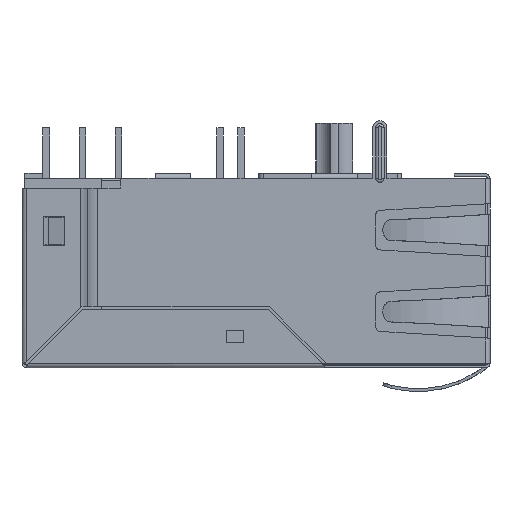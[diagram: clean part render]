
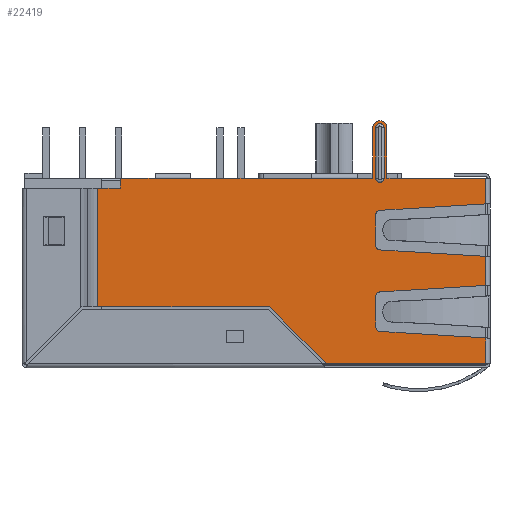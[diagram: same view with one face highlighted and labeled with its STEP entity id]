
A CAD part, left-side view. The second image highlights one B-rep face of the part: STEP entity #22419.
In plain terms, the highlighted planar face has unit normal (-1, 0, 0).
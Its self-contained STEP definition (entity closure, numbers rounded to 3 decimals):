
#924=CIRCLE('',#23515,0.3);
#925=CIRCLE('',#23516,0.3);
#926=CIRCLE('',#23517,0.3);
#927=CIRCLE('',#23518,0.3);
#928=CIRCLE('',#23519,0.5);
#929=CIRCLE('',#23520,0.3);
#930=CIRCLE('',#23521,0.3);
#3121=ORIENTED_EDGE('',*,*,#7102,.T.);
#3122=ORIENTED_EDGE('',*,*,#7103,.T.);
#3123=ORIENTED_EDGE('',*,*,#7104,.T.);
#3124=ORIENTED_EDGE('',*,*,#7105,.T.);
#3125=ORIENTED_EDGE('',*,*,#7106,.T.);
#3126=ORIENTED_EDGE('',*,*,#7107,.T.);
#3127=ORIENTED_EDGE('',*,*,#7108,.T.);
#3128=ORIENTED_EDGE('',*,*,#7109,.T.);
#3129=ORIENTED_EDGE('',*,*,#7110,.T.);
#3130=ORIENTED_EDGE('',*,*,#7111,.T.);
#3131=ORIENTED_EDGE('',*,*,#7112,.T.);
#3132=ORIENTED_EDGE('',*,*,#7113,.T.);
#3133=ORIENTED_EDGE('',*,*,#7114,.T.);
#3134=ORIENTED_EDGE('',*,*,#7115,.F.);
#3135=ORIENTED_EDGE('',*,*,#7116,.F.);
#3136=ORIENTED_EDGE('',*,*,#7117,.F.);
#3137=ORIENTED_EDGE('',*,*,#7118,.T.);
#3138=ORIENTED_EDGE('',*,*,#7119,.T.);
#3139=ORIENTED_EDGE('',*,*,#7120,.T.);
#3140=ORIENTED_EDGE('',*,*,#7121,.T.);
#3141=ORIENTED_EDGE('',*,*,#7122,.T.);
#3142=ORIENTED_EDGE('',*,*,#7123,.F.);
#3143=ORIENTED_EDGE('',*,*,#7124,.F.);
#3144=ORIENTED_EDGE('',*,*,#7125,.T.);
#3145=ORIENTED_EDGE('',*,*,#7126,.T.);
#3146=ORIENTED_EDGE('',*,*,#7127,.T.);
#3147=ORIENTED_EDGE('',*,*,#7128,.T.);
#3148=ORIENTED_EDGE('',*,*,#7129,.T.);
#3149=ORIENTED_EDGE('',*,*,#7130,.T.);
#3150=ORIENTED_EDGE('',*,*,#7131,.T.);
#3151=ORIENTED_EDGE('',*,*,#7132,.T.);
#3152=ORIENTED_EDGE('',*,*,#7133,.T.);
#7102=EDGE_CURVE('',#9187,#9188,#10708,.T.);
#7103=EDGE_CURVE('',#9188,#9189,#924,.F.);
#7104=EDGE_CURVE('',#9189,#9190,#10709,.T.);
#7105=EDGE_CURVE('',#9190,#9191,#925,.F.);
#7106=EDGE_CURVE('',#9191,#9192,#10710,.T.);
#7107=EDGE_CURVE('',#9192,#9193,#10711,.T.);
#7108=EDGE_CURVE('',#9193,#9194,#10712,.T.);
#7109=EDGE_CURVE('',#9194,#9195,#926,.F.);
#7110=EDGE_CURVE('',#9195,#9196,#10713,.T.);
#7111=EDGE_CURVE('',#9196,#9197,#927,.F.);
#7112=EDGE_CURVE('',#9197,#9198,#10714,.T.);
#7113=EDGE_CURVE('',#9198,#9199,#10715,.T.);
#7114=EDGE_CURVE('',#9199,#9200,#10716,.T.);
#7115=EDGE_CURVE('',#9201,#9200,#10717,.T.);
#7116=EDGE_CURVE('',#9202,#9201,#928,.T.);
#7117=EDGE_CURVE('',#9203,#9202,#10718,.T.);
#7118=EDGE_CURVE('',#9203,#9204,#10719,.T.);
#7119=EDGE_CURVE('',#9204,#9205,#10720,.T.);
#7120=EDGE_CURVE('',#9205,#9206,#10721,.T.);
#7121=EDGE_CURVE('',#9206,#9207,#10722,.T.);
#7122=EDGE_CURVE('',#9207,#9208,#10723,.T.);
#7123=EDGE_CURVE('',#9209,#9208,#10724,.T.);
#7124=EDGE_CURVE('',#9210,#9209,#10725,.T.);
#7125=EDGE_CURVE('',#9210,#9211,#10726,.T.);
#7126=EDGE_CURVE('',#9211,#9212,#10727,.T.);
#7127=EDGE_CURVE('',#9212,#9213,#10728,.T.);
#7128=EDGE_CURVE('',#9213,#9214,#10729,.T.);
#7129=EDGE_CURVE('',#9214,#9187,#10730,.T.);
#7130=EDGE_CURVE('',#9215,#9216,#929,.F.);
#7131=EDGE_CURVE('',#9216,#9217,#10731,.T.);
#7132=EDGE_CURVE('',#9217,#9218,#930,.F.);
#7133=EDGE_CURVE('',#9218,#9215,#10732,.T.);
#9187=VERTEX_POINT('',#31595);
#9188=VERTEX_POINT('',#31596);
#9189=VERTEX_POINT('',#31598);
#9190=VERTEX_POINT('',#31600);
#9191=VERTEX_POINT('',#31602);
#9192=VERTEX_POINT('',#31604);
#9193=VERTEX_POINT('',#31606);
#9194=VERTEX_POINT('',#31608);
#9195=VERTEX_POINT('',#31610);
#9196=VERTEX_POINT('',#31612);
#9197=VERTEX_POINT('',#31614);
#9198=VERTEX_POINT('',#31616);
#9199=VERTEX_POINT('',#31618);
#9200=VERTEX_POINT('',#31620);
#9201=VERTEX_POINT('',#31622);
#9202=VERTEX_POINT('',#31624);
#9203=VERTEX_POINT('',#31626);
#9204=VERTEX_POINT('',#31628);
#9205=VERTEX_POINT('',#31630);
#9206=VERTEX_POINT('',#31632);
#9207=VERTEX_POINT('',#31634);
#9208=VERTEX_POINT('',#31636);
#9209=VERTEX_POINT('',#31638);
#9210=VERTEX_POINT('',#31640);
#9211=VERTEX_POINT('',#31642);
#9212=VERTEX_POINT('',#31644);
#9213=VERTEX_POINT('',#31646);
#9214=VERTEX_POINT('',#31648);
#9215=VERTEX_POINT('',#31651);
#9216=VERTEX_POINT('',#31652);
#9217=VERTEX_POINT('',#31654);
#9218=VERTEX_POINT('',#31656);
#10708=LINE('',#31594,#12296);
#10709=LINE('',#31599,#12297);
#10710=LINE('',#31603,#12298);
#10711=LINE('',#31605,#12299);
#10712=LINE('',#31607,#12300);
#10713=LINE('',#31611,#12301);
#10714=LINE('',#31615,#12302);
#10715=LINE('',#31617,#12303);
#10716=LINE('',#31619,#12304);
#10717=LINE('',#31621,#12305);
#10718=LINE('',#31625,#12306);
#10719=LINE('',#31627,#12307);
#10720=LINE('',#31629,#12308);
#10721=LINE('',#31631,#12309);
#10722=LINE('',#31633,#12310);
#10723=LINE('',#31635,#12311);
#10724=LINE('',#31637,#12312);
#10725=LINE('',#31639,#12313);
#10726=LINE('',#31641,#12314);
#10727=LINE('',#31643,#12315);
#10728=LINE('',#31645,#12316);
#10729=LINE('',#31647,#12317);
#10730=LINE('',#31649,#12318);
#10731=LINE('',#31653,#12319);
#10732=LINE('',#31657,#12320);
#12296=VECTOR('',#26126,1000.);
#12297=VECTOR('',#26129,1000.);
#12298=VECTOR('',#26132,1000.);
#12299=VECTOR('',#26133,1000.);
#12300=VECTOR('',#26134,1000.);
#12301=VECTOR('',#26137,1000.);
#12302=VECTOR('',#26140,1000.);
#12303=VECTOR('',#26141,1000.);
#12304=VECTOR('',#26142,1000.);
#12305=VECTOR('',#26143,1000.);
#12306=VECTOR('',#26146,1000.);
#12307=VECTOR('',#26147,1000.);
#12308=VECTOR('',#26148,1000.);
#12309=VECTOR('',#26149,1000.);
#12310=VECTOR('',#26150,1000.);
#12311=VECTOR('',#26151,1000.);
#12312=VECTOR('',#26152,1000.);
#12313=VECTOR('',#26153,1000.);
#12314=VECTOR('',#26154,1000.);
#12315=VECTOR('',#26155,1000.);
#12316=VECTOR('',#26156,1000.);
#12317=VECTOR('',#26157,1000.);
#12318=VECTOR('',#26158,1000.);
#12319=VECTOR('',#26161,1000.);
#12320=VECTOR('',#26164,1000.);
#13441=EDGE_LOOP('',(#3121,#3122,#3123,#3124,#3125,#3126,#3127,#3128,#3129,
#3130,#3131,#3132,#3133,#3134,#3135,#3136,#3137,#3138,#3139,#3140,#3141,
#3142,#3143,#3144,#3145,#3146,#3147,#3148));
#13442=EDGE_LOOP('',(#3149,#3150,#3151,#3152));
#14445=FACE_BOUND('',#13441,.T.);
#14446=FACE_BOUND('',#13442,.T.);
#15295=PLANE('',#23514);
#22419=ADVANCED_FACE('',(#14445,#14446),#15295,.T.);
#23514=AXIS2_PLACEMENT_3D('',#31593,#26124,#26125);
#23515=AXIS2_PLACEMENT_3D('',#31597,#26127,#26128);
#23516=AXIS2_PLACEMENT_3D('',#31601,#26130,#26131);
#23517=AXIS2_PLACEMENT_3D('',#31609,#26135,#26136);
#23518=AXIS2_PLACEMENT_3D('',#31613,#26138,#26139);
#23519=AXIS2_PLACEMENT_3D('',#31623,#26144,#26145);
#23520=AXIS2_PLACEMENT_3D('',#31650,#26159,#26160);
#23521=AXIS2_PLACEMENT_3D('',#31655,#26162,#26163);
#26124=DIRECTION('',(-1.,0.,0.));
#26125=DIRECTION('',(0.,-1.,0.));
#26126=DIRECTION('',(0.,0.998,0.061));
#26127=DIRECTION('',(-1.,0.,0.));
#26128=DIRECTION('',(0.,-1.,0.));
#26129=DIRECTION('',(0.,0.,1.));
#26130=DIRECTION('',(-1.,0.,0.));
#26131=DIRECTION('',(0.,-1.,0.));
#26132=DIRECTION('',(0.,-0.998,0.061));
#26133=DIRECTION('',(0.,0.,1.));
#26134=DIRECTION('',(0.,0.998,0.061));
#26135=DIRECTION('',(-1.,0.,0.));
#26136=DIRECTION('',(0.,-1.,0.));
#26137=DIRECTION('',(0.,0.,1.));
#26138=DIRECTION('',(-1.,0.,0.));
#26139=DIRECTION('',(0.,-1.,0.));
#26140=DIRECTION('',(0.,-0.998,0.061));
#26141=DIRECTION('',(0.,0.,1.));
#26142=DIRECTION('',(0.,1.,0.));
#26143=DIRECTION('',(0.,0.,-1.));
#26144=DIRECTION('',(1.,0.,0.));
#26145=DIRECTION('',(0.,1.,0.));
#26146=DIRECTION('',(0.,0.,1.));
#26147=DIRECTION('',(0.,1.,0.));
#26148=DIRECTION('',(0.,1.,0.));
#26149=DIRECTION('',(0.,1.,0.));
#26150=DIRECTION('',(0.,1.,0.));
#26151=DIRECTION('',(0.,1.,0.));
#26152=DIRECTION('',(0.,0.,1.));
#26153=DIRECTION('',(0.,-1.,0.));
#26154=DIRECTION('',(0.,0.,-1.));
#26155=DIRECTION('',(0.,-1.,0.));
#26156=DIRECTION('',(0.,-0.707,-0.707));
#26157=DIRECTION('',(0.,-1.,0.));
#26158=DIRECTION('',(0.,0.,1.));
#26159=DIRECTION('',(-1.,0.,0.));
#26160=DIRECTION('',(0.,-1.,0.));
#26161=DIRECTION('',(0.,0.,1.));
#26162=DIRECTION('',(-1.,0.,0.));
#26163=DIRECTION('',(0.,-1.,0.));
#26164=DIRECTION('',(0.,0.,-1.));
#31593=CARTESIAN_POINT('',(-8.3,-16.23,-6.5));
#31594=CARTESIAN_POINT('',(-8.3,-16.4,-4.715));
#31595=CARTESIAN_POINT('',(-8.3,-16.1,-4.697));
#31596=CARTESIAN_POINT('',(-8.3,-8.682,-4.243));
#31597=CARTESIAN_POINT('',(-8.3,-8.7,-3.943));
#31598=CARTESIAN_POINT('',(-8.3,-8.4,-3.943));
#31599=CARTESIAN_POINT('',(-8.3,-8.4,-4.226));
#31600=CARTESIAN_POINT('',(-8.3,-8.4,-1.772));
#31601=CARTESIAN_POINT('',(-8.3,-8.7,-1.772));
#31602=CARTESIAN_POINT('',(-8.3,-8.682,-1.472));
#31603=CARTESIAN_POINT('',(-8.3,-8.4,-1.489));
#31604=CARTESIAN_POINT('',(-8.3,-16.1,-1.018));
#31605=CARTESIAN_POINT('',(-8.3,-16.1,-6.5));
#31606=CARTESIAN_POINT('',(-8.3,-16.1,1.018));
#31607=CARTESIAN_POINT('',(-8.3,-16.4,1.));
#31608=CARTESIAN_POINT('',(-8.3,-8.682,1.472));
#31609=CARTESIAN_POINT('',(-8.3,-8.7,1.772));
#31610=CARTESIAN_POINT('',(-8.3,-8.4,1.772));
#31611=CARTESIAN_POINT('',(-8.3,-8.4,1.489));
#31612=CARTESIAN_POINT('',(-8.3,-8.4,3.943));
#31613=CARTESIAN_POINT('',(-8.3,-8.7,3.943));
#31614=CARTESIAN_POINT('',(-8.3,-8.682,4.243));
#31615=CARTESIAN_POINT('',(-8.3,-8.4,4.226));
#31616=CARTESIAN_POINT('',(-8.3,-16.1,4.697));
#31617=CARTESIAN_POINT('',(-8.3,-16.1,-6.5));
#31618=CARTESIAN_POINT('',(-8.3,-16.1,6.5));
#31619=CARTESIAN_POINT('',(-8.3,-16.23,6.5));
#31620=CARTESIAN_POINT('',(-8.3,-9.18,6.5));
#31621=CARTESIAN_POINT('',(-8.3,-9.18,10.03));
#31622=CARTESIAN_POINT('',(-8.3,-9.18,10.03));
#31623=CARTESIAN_POINT('',(-8.3,-8.68,10.03));
#31624=CARTESIAN_POINT('',(-8.3,-8.18,10.03));
#31625=CARTESIAN_POINT('',(-8.3,-8.18,6.5));
#31626=CARTESIAN_POINT('',(-8.3,-8.18,6.5));
#31627=CARTESIAN_POINT('',(-8.3,-16.23,6.5));
#31628=CARTESIAN_POINT('',(-8.3,-7.125,6.5));
#31629=CARTESIAN_POINT('',(-8.3,-7.125,6.5));
#31630=CARTESIAN_POINT('',(-8.3,-3.875,6.5));
#31631=CARTESIAN_POINT('',(-8.3,-16.23,6.5));
#31632=CARTESIAN_POINT('',(-8.3,4.57,6.5));
#31633=CARTESIAN_POINT('',(-8.3,4.57,6.5));
#31634=CARTESIAN_POINT('',(-8.3,7.07,6.5));
#31635=CARTESIAN_POINT('',(-8.3,-16.23,6.5));
#31636=CARTESIAN_POINT('',(-8.3,9.5,6.5));
#31637=CARTESIAN_POINT('',(-8.3,9.5,-6.5));
#31638=CARTESIAN_POINT('',(-8.3,9.5,5.8));
#31639=CARTESIAN_POINT('',(-8.3,-16.23,5.8));
#31640=CARTESIAN_POINT('',(-8.3,11.1,5.8));
#31641=CARTESIAN_POINT('',(-8.3,11.1,6.5));
#31642=CARTESIAN_POINT('',(-8.3,11.1,-2.516));
#31643=CARTESIAN_POINT('',(-8.3,11.1,-2.516));
#31644=CARTESIAN_POINT('',(-8.3,-0.946,-2.516));
#31645=CARTESIAN_POINT('',(-8.3,-0.946,-2.516));
#31646=CARTESIAN_POINT('',(-8.3,-4.93,-6.5));
#31647=CARTESIAN_POINT('',(-8.3,-4.93,-6.5));
#31648=CARTESIAN_POINT('',(-8.3,-16.1,-6.5));
#31649=CARTESIAN_POINT('',(-8.3,-16.1,-6.5));
#31650=CARTESIAN_POINT('',(-8.3,-8.68,6.5));
#31651=CARTESIAN_POINT('',(-8.3,-8.98,6.5));
#31652=CARTESIAN_POINT('',(-8.3,-8.38,6.5));
#31653=CARTESIAN_POINT('',(-8.3,-8.38,-6.5));
#31654=CARTESIAN_POINT('',(-8.3,-8.38,10.03));
#31655=CARTESIAN_POINT('',(-8.3,-8.68,10.03));
#31656=CARTESIAN_POINT('',(-8.3,-8.98,10.03));
#31657=CARTESIAN_POINT('',(-8.3,-8.98,-6.5));
